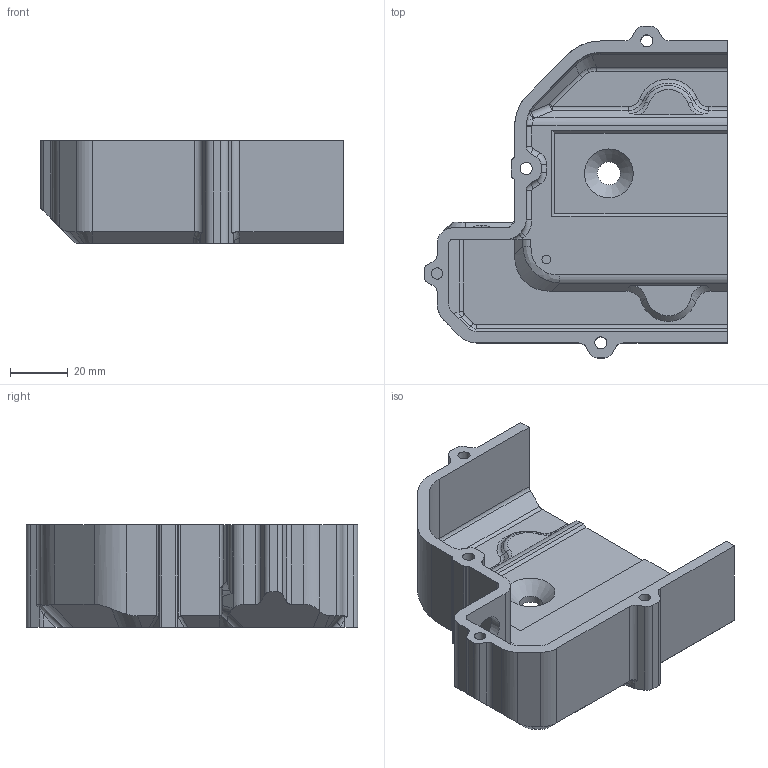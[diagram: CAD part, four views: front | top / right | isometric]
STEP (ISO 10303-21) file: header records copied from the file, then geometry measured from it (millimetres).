
FILE_DESCRIPTION(('HOOPS Exchange Step'),'2;1');
FILE_NAME('temp_export','2021-11-09T22:11:05+19:00',('poastoast'),('Shapr3D Limited'),'HOOPS Exchange 2021.1','Shapr3D','Authorized');
FILE_SCHEMA( ('AP203_CONFIGURATION_CONTROLLED_3D_DESIGN_OF_MECHANICAL_PARTS_AND_ASSEMBLIES_MIM_LF') );
Length unit declared in the file: millimetre
Products named in the file (2): 0; 76545493-821B-467C-A119-388A311315AA.tmp
Assembly tree (1 placements, depth 2):
  76545493-821B-467C-A119-388A311315AA.tmp
    0
Bounding box: 105.33 x 115.39 x 35.7 mm (x, y, z)
Volume: 82168.4 mm3; surface area: 38122.9 mm2
Topology: 1 solids, 1 shells, 227 faces, 614 edges, 395 vertices
Faces by surface type: cylinder 94, plane 85, bspline 25, cone 12, torus 9, sphere 2
Full cylindrical faces by diameter (mm): 3 x1, 4 x1, 4.2 x3, 6.4 x3, 8 x1, 12 x1
Entity records: 11359 total; most frequent: CARTESIAN_POINT 5563, ORIENTED_EDGE 1226, DIRECTION 1203, EDGE_CURVE 613, AXIS2_PLACEMENT_3D 446, VERTEX_POINT 395, VECTOR 311, LINE 311
